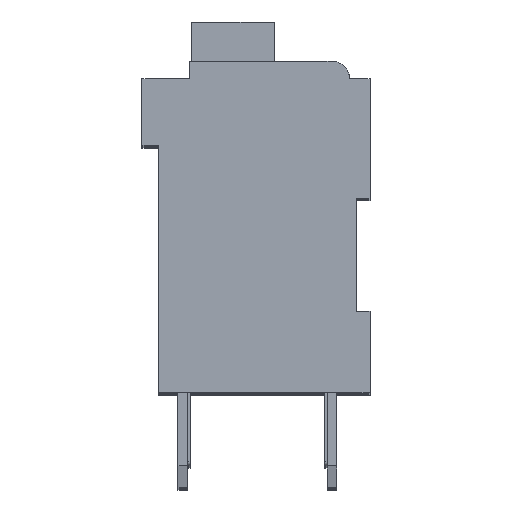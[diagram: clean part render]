
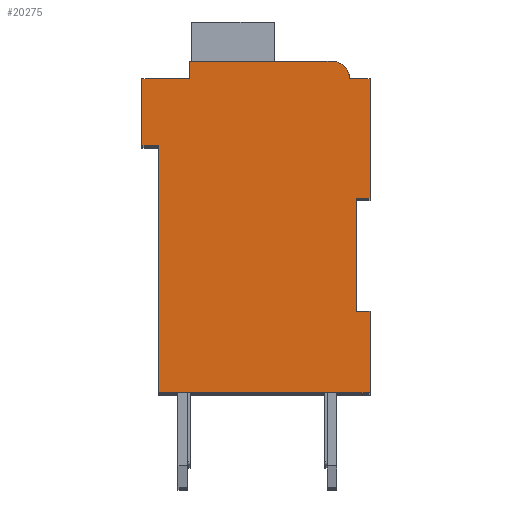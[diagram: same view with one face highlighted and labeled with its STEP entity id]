
A CAD part, top view. The second image highlights one B-rep face of the part: STEP entity #20275.
In plain terms, the highlighted planar face has unit normal (0, 0, 1).
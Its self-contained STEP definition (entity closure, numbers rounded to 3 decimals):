
#2042=DIRECTION('',(1.,0.,0.));
#2043=VECTOR('',#2042,0.5);
#2044=CARTESIAN_POINT('',(7.3,7.15,2.1));
#2045=LINE('',#2044,#2043);
#2046=DIRECTION('',(0.,1.,0.));
#2047=VECTOR('',#2046,4.15);
#2048=CARTESIAN_POINT('',(7.3,3.,2.1));
#2049=LINE('',#2048,#2047);
#2050=DIRECTION('',(-1.,0.,0.));
#2051=VECTOR('',#2050,0.5);
#2052=CARTESIAN_POINT('',(7.8,3.,2.1));
#2053=LINE('',#2052,#2051);
#2054=DIRECTION('',(0.,1.,0.));
#2055=VECTOR('',#2054,3.);
#2056=CARTESIAN_POINT('',(7.8,0.,2.1));
#2057=LINE('',#2056,#2055);
#2058=DIRECTION('',(1.,0.,0.));
#2059=VECTOR('',#2058,7.8);
#2060=CARTESIAN_POINT('',(0.,0.,2.1));
#2061=LINE('',#2060,#2059);
#2062=DIRECTION('',(0.,-1.,0.));
#2063=VECTOR('',#2062,9.1);
#2064=CARTESIAN_POINT('',(0.,9.1,2.1));
#2065=LINE('',#2064,#2063);
#2066=DIRECTION('',(1.,0.,0.));
#2067=VECTOR('',#2066,0.6);
#2068=CARTESIAN_POINT('',(-0.6,9.1,2.1));
#2069=LINE('',#2068,#2067);
#2070=DIRECTION('',(0.,-1.,0.));
#2071=VECTOR('',#2070,2.45);
#2072=CARTESIAN_POINT('',(-0.6,11.55,2.1));
#2073=LINE('',#2072,#2071);
#2074=DIRECTION('',(-1.,0.,0.));
#2075=VECTOR('',#2074,1.75);
#2076=CARTESIAN_POINT('',(1.15,11.55,2.1));
#2077=LINE('',#2076,#2075);
#2078=DIRECTION('',(0.,-1.,0.));
#2079=VECTOR('',#2078,0.65);
#2080=CARTESIAN_POINT('',(1.15,12.2,2.1));
#2081=LINE('',#2080,#2079);
#2082=DIRECTION('',(-1.,0.,0.));
#2083=VECTOR('',#2082,5.25);
#2084=CARTESIAN_POINT('',(6.4,12.2,2.1));
#2085=LINE('',#2084,#2083);
#2086=CARTESIAN_POINT('',(6.4,11.55,2.1));
#2087=DIRECTION('',(0.,0.,1.));
#2088=DIRECTION('',(1.,0.,0.));
#2089=AXIS2_PLACEMENT_3D('',#2086,#2087,#2088);
#2091=DIRECTION('',(-1.,0.,0.));
#2092=VECTOR('',#2091,0.75);
#2093=CARTESIAN_POINT('',(7.8,11.55,2.1));
#2094=LINE('',#2093,#2092);
#2095=DIRECTION('',(0.,1.,0.));
#2096=VECTOR('',#2095,4.4);
#2097=CARTESIAN_POINT('',(7.8,7.15,2.1));
#2098=LINE('',#2097,#2096);
#14011=CARTESIAN_POINT('',(7.3,7.15,2.1));
#14012=CARTESIAN_POINT('',(7.8,7.15,2.1));
#14013=VERTEX_POINT('',#14011);
#14014=VERTEX_POINT('',#14012);
#14015=CARTESIAN_POINT('',(7.8,11.55,2.1));
#14016=VERTEX_POINT('',#14015);
#14017=CARTESIAN_POINT('',(7.05,11.55,2.1));
#14018=VERTEX_POINT('',#14017);
#14019=CARTESIAN_POINT('',(6.4,12.2,2.1));
#14020=VERTEX_POINT('',#14019);
#14021=CARTESIAN_POINT('',(1.15,12.2,2.1));
#14022=VERTEX_POINT('',#14021);
#14023=CARTESIAN_POINT('',(1.15,11.55,2.1));
#14024=VERTEX_POINT('',#14023);
#14025=CARTESIAN_POINT('',(-0.6,11.55,2.1));
#14026=VERTEX_POINT('',#14025);
#14027=CARTESIAN_POINT('',(-0.6,9.1,2.1));
#14028=VERTEX_POINT('',#14027);
#14029=CARTESIAN_POINT('',(0.,9.1,2.1));
#14030=VERTEX_POINT('',#14029);
#14031=CARTESIAN_POINT('',(0.,0.,2.1));
#14032=VERTEX_POINT('',#14031);
#14033=CARTESIAN_POINT('',(7.8,0.,2.1));
#14034=VERTEX_POINT('',#14033);
#14035=CARTESIAN_POINT('',(7.8,3.,2.1));
#14036=VERTEX_POINT('',#14035);
#14037=CARTESIAN_POINT('',(7.3,3.,2.1));
#14038=VERTEX_POINT('',#14037);
#20245=CARTESIAN_POINT('',(0.,0.,2.1));
#20246=DIRECTION('',(0.,0.,1.));
#20247=DIRECTION('',(1.,0.,0.));
#20248=AXIS2_PLACEMENT_3D('',#20245,#20246,#20247);
#20249=PLANE('',#20248);
#20250=ORIENTED_EDGE('',*,*,#18404,.F.);
#20251=ORIENTED_EDGE('',*,*,#19112,.F.);
#20253=ORIENTED_EDGE('',*,*,#20252,.F.);
#20255=ORIENTED_EDGE('',*,*,#20254,.F.);
#20256=ORIENTED_EDGE('',*,*,#19507,.F.);
#20257=ORIENTED_EDGE('',*,*,#19376,.F.);
#20259=ORIENTED_EDGE('',*,*,#20258,.F.);
#20261=ORIENTED_EDGE('',*,*,#20260,.F.);
#20263=ORIENTED_EDGE('',*,*,#20262,.F.);
#20265=ORIENTED_EDGE('',*,*,#20264,.F.);
#20267=ORIENTED_EDGE('',*,*,#20266,.F.);
#20269=ORIENTED_EDGE('',*,*,#20268,.F.);
#20271=ORIENTED_EDGE('',*,*,#20270,.F.);
#20272=ORIENTED_EDGE('',*,*,#18788,.F.);
#20273=EDGE_LOOP('',(#20250,#20251,#20253,#20255,#20256,#20257,#20259,#20261,
#20263,#20265,#20267,#20269,#20271,#20272));
#20274=FACE_OUTER_BOUND('',#20273,.F.);
#2090=CIRCLE('',#2089,0.65);
#18404=EDGE_CURVE('',#14013,#14014,#2045,.T.);
#18788=EDGE_CURVE('',#14014,#14016,#2098,.T.);
#19112=EDGE_CURVE('',#14038,#14013,#2049,.T.);
#19376=EDGE_CURVE('',#14030,#14032,#2065,.T.);
#19507=EDGE_CURVE('',#14032,#14034,#2061,.T.);
#20252=EDGE_CURVE('',#14036,#14038,#2053,.T.);
#20254=EDGE_CURVE('',#14034,#14036,#2057,.T.);
#20258=EDGE_CURVE('',#14028,#14030,#2069,.T.);
#20260=EDGE_CURVE('',#14026,#14028,#2073,.T.);
#20262=EDGE_CURVE('',#14024,#14026,#2077,.T.);
#20264=EDGE_CURVE('',#14022,#14024,#2081,.T.);
#20266=EDGE_CURVE('',#14020,#14022,#2085,.T.);
#20268=EDGE_CURVE('',#14018,#14020,#2090,.T.);
#20270=EDGE_CURVE('',#14016,#14018,#2094,.T.);
#20275=ADVANCED_FACE('',(#20274),#20249,.T.);
